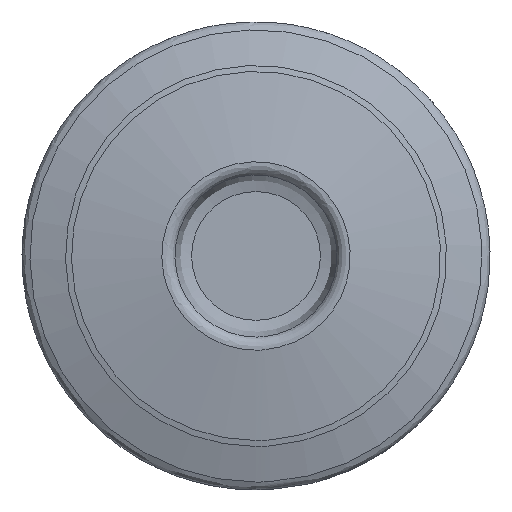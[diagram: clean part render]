
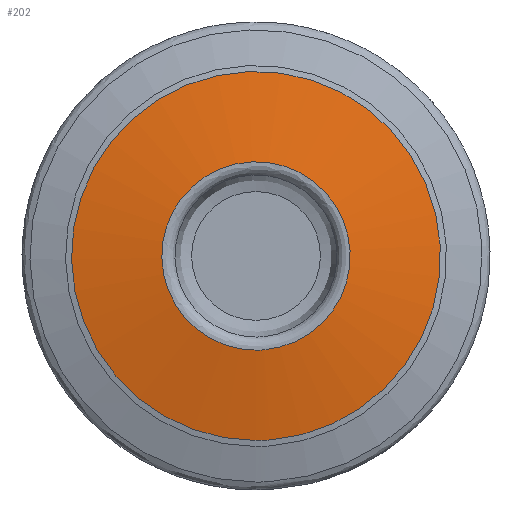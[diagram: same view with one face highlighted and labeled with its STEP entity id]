
A CAD part, left-side view. The second image highlights one B-rep face of the part: STEP entity #202.
In plain terms, the highlighted face is a revolution surface.
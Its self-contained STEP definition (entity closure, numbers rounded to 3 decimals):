
#37=SURFACE_OF_REVOLUTION('',#69,#53);
#53=AXIS1_PLACEMENT('',#704,#589);
#69=LINE('',#703,#77);
#77=VECTOR('',#588,3.945);
#152=FACE_BOUND('',#257,.T.);
#153=FACE_BOUND('',#258,.T.);
#202=ADVANCED_FACE('',(#152,#153),#37,.F.);
#257=EDGE_LOOP('',(#323));
#258=EDGE_LOOP('',(#324));
#323=ORIENTED_EDGE('',*,*,#405,.T.);
#324=ORIENTED_EDGE('',*,*,#406,.F.);
#372=VERTEX_POINT('',#700);
#373=VERTEX_POINT('',#702);
#405=EDGE_CURVE('',#372,#372,#438,.T.);
#406=EDGE_CURVE('',#373,#373,#439,.T.);
#438=CIRCLE('',#493,4.024);
#439=CIRCLE('',#494,7.881);
#493=AXIS2_PLACEMENT_3D('',#699,#584,#585);
#494=AXIS2_PLACEMENT_3D('',#701,#586,#587);
#584=DIRECTION('',(1.,0.,0.));
#585=DIRECTION('',(0.,0.,-1.));
#586=DIRECTION('',(1.,0.,0.));
#587=DIRECTION('',(0.,0.,-1.));
#588=DIRECTION('',(-0.173,0.983,0.067));
#589=DIRECTION('',(1.,0.,0.));
#699=CARTESIAN_POINT('',(0.022,0.,0.));
#700=CARTESIAN_POINT('',(0.022,0.,-4.024));
#701=CARTESIAN_POINT('',(0.705,0.,0.));
#702=CARTESIAN_POINT('',(0.705,0.,-7.881));
#703=CARTESIAN_POINT('',(0.705,-7.88,0.152));
#704=CARTESIAN_POINT('',(0.,0.,0.));
